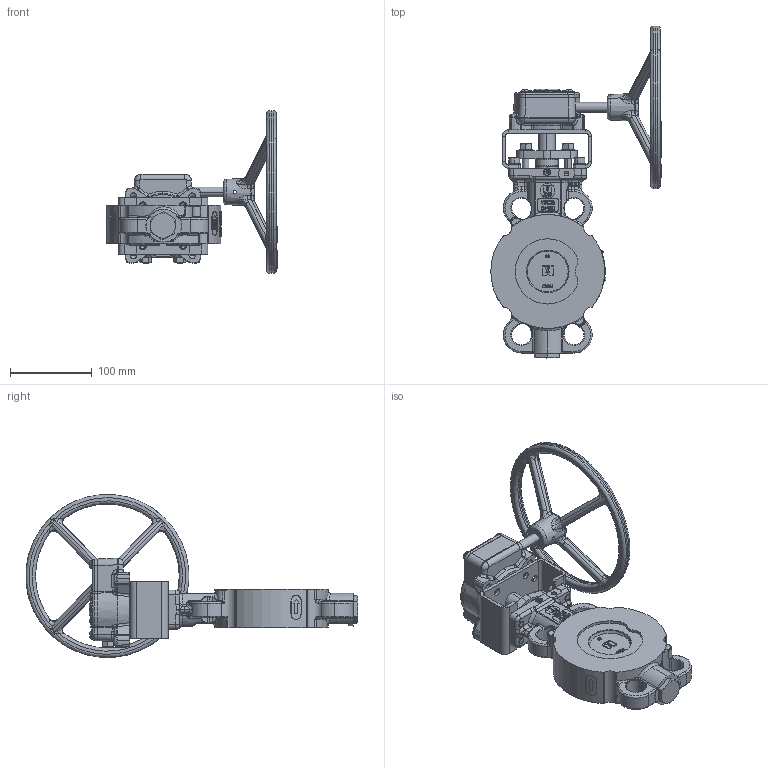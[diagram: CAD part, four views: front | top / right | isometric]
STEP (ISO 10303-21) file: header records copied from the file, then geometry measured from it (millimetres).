
FILE_DESCRIPTION (( 'STEP AP203' ), '1' );
FILE_NAME ('5590B08003.STEP', '2023-05-03T09:09:26', ( '' ), ( '' ), 'SwSTEP 2.0', 'SolidWorks 2022', '' );
FILE_SCHEMA (( 'CONFIG_CONTROL_DESIGN' ));
Products named in the file (1): 5590B08003
Bounding box: 208.75 x 406.62 x 199.24 mm (x, y, z)
Volume: 1212929.9 mm3; surface area: 252187.8 mm2
Topology: 15 solids, 35 shells, 3406 faces, 8599 edges, 5301 vertices
Faces by surface type: bspline 1051, plane 1043, cylinder 765, cone 369, torus 160, sphere 18
Entity records: 182221 total; most frequent: CARTESIAN_POINT 109091, ORIENTED_EDGE 16996, DIRECTION 12740, EDGE_CURVE 8498, VERTEX_POINT 5299, AXIS2_PLACEMENT_3D 4777, EDGE_LOOP 3619, ADVANCED_FACE 3406
